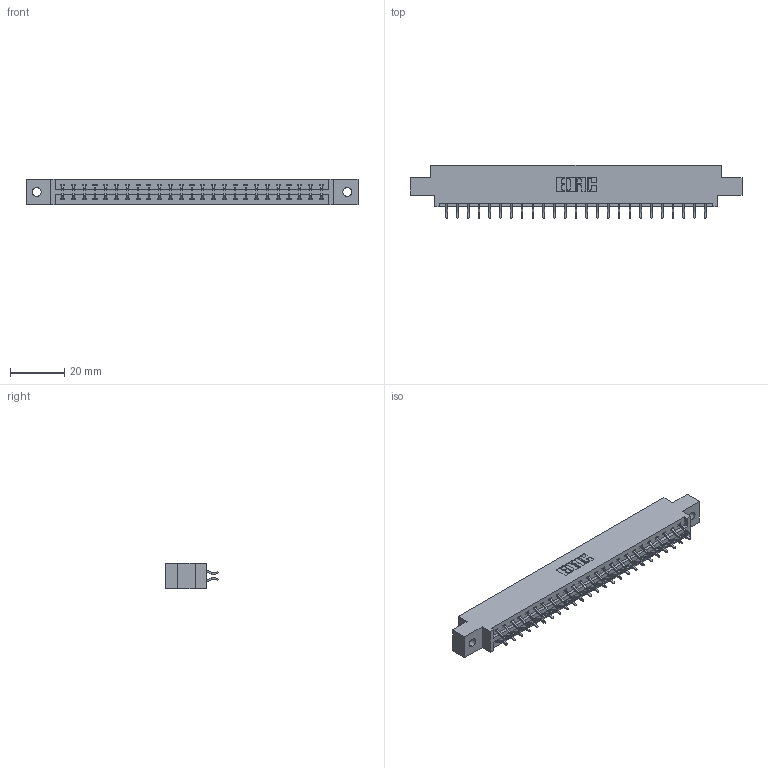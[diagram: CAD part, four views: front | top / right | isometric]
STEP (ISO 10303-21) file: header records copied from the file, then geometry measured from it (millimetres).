
FILE_DESCRIPTION (( 'STEP AP203' ), '1' );
FILE_NAME ('337-050-556-802.STEP', '2019-10-11T17:45:38', ( '' ), ( '' ), 'SwSTEP 2.0', 'SolidWorks 2016', '' );
FILE_SCHEMA (( 'CONFIG_CONTROL_DESIGN' ));
Length unit declared in the file: inch
Products named in the file (3): 337-050-556-802; 345-292-001_556 Tail; 337 Part_0.170 Offset - 0.128 Dia
Assembly tree (51 placements, depth 2):
  337-050-556-802
    337 Part_0.170 Offset - 0.128 Dia
    345-292-001_556 Tail  x50
Bounding box: 122.07 x 19.57 x 9.4 mm (x, y, z)
Volume: 12482.5 mm3; surface area: 13728.7 mm2
Topology: 51 solids, 51 shells, 3118 faces, 9273 edges, 6114 vertices
Faces by surface type: plane 2174, cylinder 944
Entity records: 21937 total; most frequent: CARTESIAN_POINT 3726, ORIENTED_EDGE 3650, DIRECTION 3189, EDGE_CURVE 1825, VECTOR 1689, LINE 1689, VERTEX_POINT 1214, AXIS2_PLACEMENT_3D 750
